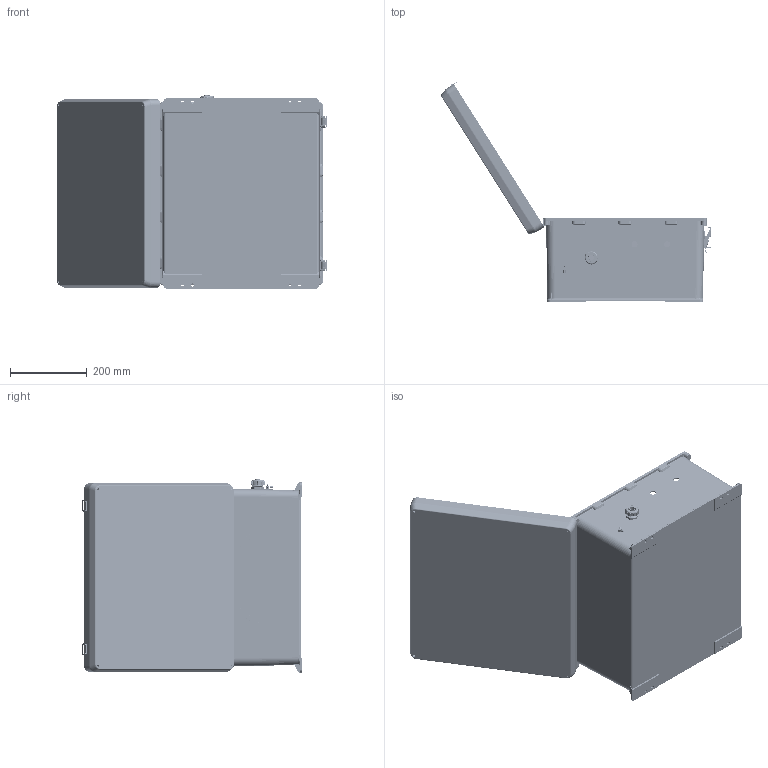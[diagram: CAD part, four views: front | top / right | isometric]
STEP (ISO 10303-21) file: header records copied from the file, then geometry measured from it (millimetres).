
FILE_DESCRIPTION (( 'STEP AP214' ), '1' );
FILE_NAME ('NBB181608-100.STEP', '2015-09-22T18:14:06', ( 'L-Com' ), ( 'L-Com Global Connectivity' ), 'SwSTEP 2.0', 'SolidWorks 2014', '' );
FILE_SCHEMA (( 'AUTOMOTIVE_DESIGN' ));
Length unit declared in the file: inch
Products named in the file (28): XF797-02; XFN-0013; 10-32 NEMA PLATE SCREW; XCTB-0002; XFS-0066_90272A147; XMH-0007; XFN-0022; XF685-01; X-ASSY-HYP285-1; NB181608-DoorClasp-2; XERZ-V20D241; NB181608-DoorClasp-1; X-PCB-HYP285; NBB181608-Lid; XFW-0004; NB181608-Hinge; XMH-0010; NBB181608-Box; NEMA 18 GroundWire; XFS-0026; NBB181608-100; XFW-0002; XCT-0005; XC-0003; XFN-0003; XCT-0010; XCT-0011; XFS-0017
Assembly tree (50 placements, depth 3):
  NBB181608-100
    NBB181608-Box
    NB181608-Hinge  x2
    NBB181608-Lid
    NB181608-DoorClasp-1  x2
    NB181608-DoorClasp-2  x2
    XF685-01
    XMH-0007  x4
    XCTB-0002
    10-32 NEMA PLATE SCREW  x4
    XFN-0013  x2
    XF797-02
    XFS-0017  x7
    XCT-0011
    XCT-0010
    XFN-0003  x2
    XC-0003
    XCT-0005
    XFW-0002
    XFS-0026
    NEMA 18 GroundWire
    XMH-0010  x2
    XFW-0004  x2
    X-ASSY-HYP285-1
      X-PCB-HYP285
      XERZ-V20D241  x3
    XFN-0022  x2
    XFS-0066_90272A147  x2
Bounding box: 703.32 x 571.16 x 502.84 mm (x, y, z)
Volume: 3619997.1 mm3; surface area: 2191269.5 mm2
Topology: 55 solids, 56 shells, 5280 faces, 13206 edges, 8067 vertices
Faces by surface type: plane 1681, cylinder 1677, cone 1229, torus 418, bspline 246, sphere 29
Entity records: 128948 total; most frequent: CARTESIAN_POINT 33881, ORIENTED_EDGE 16870, DIRECTION 16598, EDGE_CURVE 8435, AXIS2_PLACEMENT_3D 6217, VERTEX_POINT 5249, VECTOR 4164, LINE 4164
